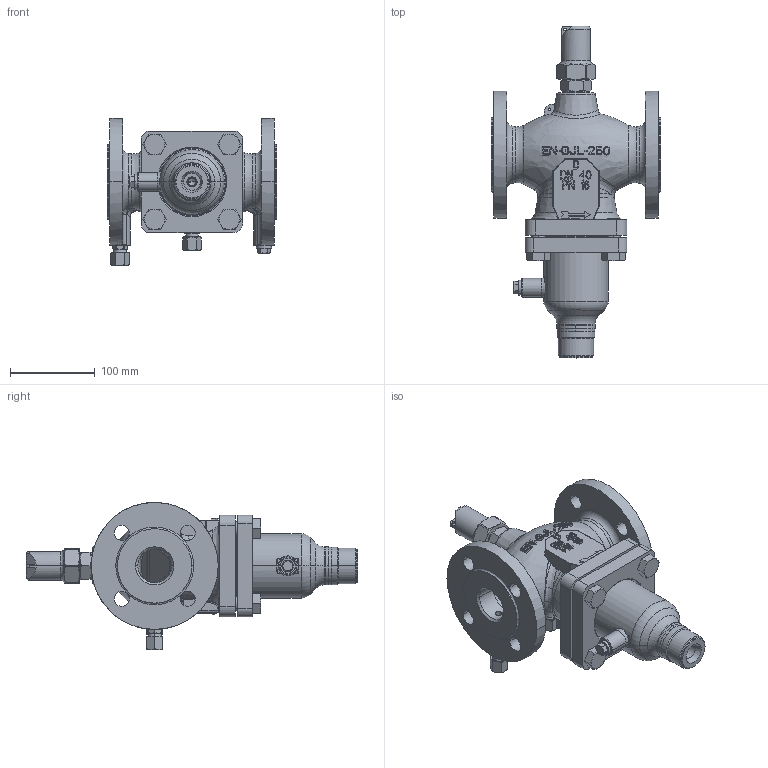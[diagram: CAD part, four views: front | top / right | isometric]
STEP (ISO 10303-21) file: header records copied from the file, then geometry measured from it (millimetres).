
FILE_DESCRIPTION((''),'2;1');
FILE_NAME('065B2658_ASM','2015-03-30T',('u317927'),('Danfoss'),'PRO/ENGINEER BY PARAMETRIC TECHNOLOGY CORPORATION, 2014000','PRO/ENGINEER BY PARAMETRIC TECHNOLOGY CORPORATION, 2014000','');
FILE_SCHEMA(('CONFIG_CONTROL_DESIGN'));
Products named in the file (20): 8861844; 88610440; 88610450; VAR88610140; 88610150_ASM; 88810450; VAR88615590; 8861023; 88615590_ASM; 5184023; 5454087; 8861854; 5451354; 8861869; TESNILO_18X14; VIJAK_G1L4X12_ZAPIRALNI; PRIKLJUCEK_2; LABEL_PLATE_37X37; 5589607; 065B2658_ASM
Assembly tree (30 placements, depth 4):
  065B2658_ASM
    8861844
    88615590_ASM
      88610150_ASM
        88610440
        88610450
        VAR88610140
      88810450
      VAR88615590
      8861023
    5184023  x4
    5454087
    8861854
    5451354
    8861869
    TESNILO_18X14  x4
    VIJAK_G1L4X12_ZAPIRALNI  x2
    PRIKLJUCEK_2  x2
    LABEL_PLATE_37X37
    5589607  x4
Bounding box: 200 x 392.1 x 173.9 mm (x, y, z)
Volume: 1732959.8 mm3; surface area: 481426.1 mm2
Topology: 30 solids, 57 shells, 1634 faces, 4120 edges, 2626 vertices
Faces by surface type: plane 745, cylinder 396, cone 194, torus 121, bspline 114, extrusion 54, sphere 10
Entity records: 51939 total; most frequent: CARTESIAN_POINT 18368, ORIENTED_EDGE 7092, DIRECTION 6512, EDGE_CURVE 3600, AXIS2_PLACEMENT_3D 2408, VERTEX_POINT 2299, VECTOR 1696, LINE 1642
